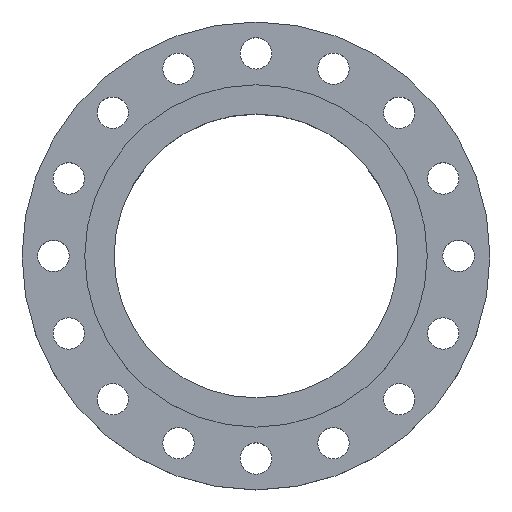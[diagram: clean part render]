
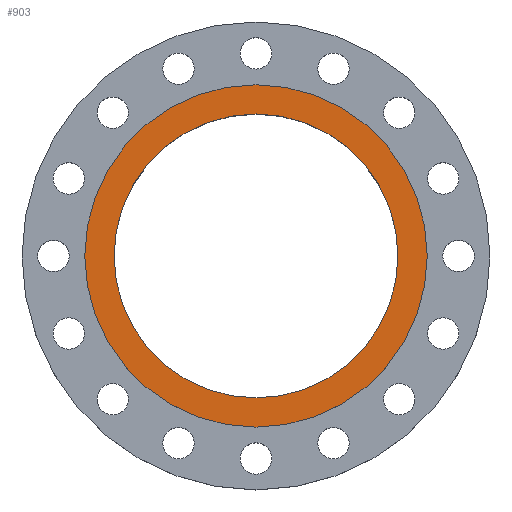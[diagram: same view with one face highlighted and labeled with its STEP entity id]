
A CAD part, top view. The second image highlights one B-rep face of the part: STEP entity #903.
In plain terms, the highlighted planar face has unit normal (0, 0, 1).
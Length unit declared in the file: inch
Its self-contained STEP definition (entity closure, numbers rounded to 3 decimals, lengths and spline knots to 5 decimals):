
#15 = VERTEX_POINT ( 'NONE', #764 ) ;
#107 = DIRECTION ( 'NONE',  ( 1., 0., 0. ) ) ;
#129 = VERTEX_POINT ( 'NONE', #1300 ) ;
#143 = EDGE_CURVE ( 'NONE', #15, #1639, #918, .T. ) ;
#293 = CIRCLE ( 'NONE', #356, 6.219 ) ;
#342 = EDGE_CURVE ( 'NONE', #1639, #15, #1391, .T. ) ;
#356 = AXIS2_PLACEMENT_3D ( 'NONE', #380, #913, #107 ) ;
#380 = CARTESIAN_POINT ( 'NONE',  ( 0., 0., 0. ) ) ;
#387 = DIRECTION ( 'NONE',  ( 0., 0., -1. ) ) ;
#418 = ORIENTED_EDGE ( 'NONE', *, *, #1308, .F. ) ;
#507 = ORIENTED_EDGE ( 'NONE', *, *, #342, .T. ) ;
#518 = CARTESIAN_POINT ( 'NONE',  ( 0., 0., 0. ) ) ;
#522 = CARTESIAN_POINT ( 'NONE',  ( 0., 6.219, 0. ) ) ;
#615 = CARTESIAN_POINT ( 'NONE',  ( -6.219, 0., 0. ) ) ;
#653 = CARTESIAN_POINT ( 'NONE',  ( 0., 0., 0. ) ) ;
#755 = EDGE_LOOP ( 'NONE', ( #507, #969 ) ) ;
#764 = CARTESIAN_POINT ( 'NONE',  ( -7.5, 0., 0. ) ) ;
#780 = DIRECTION ( 'NONE',  ( 1., 0., 0. ) ) ;
#810 = DIRECTION ( 'NONE',  ( -1., 0., 0. ) ) ;
#903 = ADVANCED_FACE ( 'NONE', ( #1186, #1719 ), #1196, .F. ) ;
#913 = DIRECTION ( 'NONE',  ( 0., 0., 1. ) ) ;
#915 = AXIS2_PLACEMENT_3D ( 'NONE', #522, #387, #810 ) ;
#918 = CIRCLE ( 'NONE', #1064, 7.5 ) ;
#958 = CARTESIAN_POINT ( 'NONE',  ( 7.5, 0., 0. ) ) ;
#969 = ORIENTED_EDGE ( 'NONE', *, *, #143, .T. ) ;
#1002 = AXIS2_PLACEMENT_3D ( 'NONE', #653, #1599, #1192 ) ;
#1025 = ORIENTED_EDGE ( 'NONE', *, *, #1299, .F. ) ;
#1064 = AXIS2_PLACEMENT_3D ( 'NONE', #1158, #1692, #780 ) ;
#1068 = DIRECTION ( 'NONE',  ( 0., 0., 1. ) ) ;
#1090 = AXIS2_PLACEMENT_3D ( 'NONE', #518, #1068, #1468 ) ;
#1103 = VERTEX_POINT ( 'NONE', #615 ) ;
#1158 = CARTESIAN_POINT ( 'NONE',  ( 0., 0., 0. ) ) ;
#1186 = FACE_BOUND ( 'NONE', #1385, .T. ) ;
#1192 = DIRECTION ( 'NONE',  ( 1., 0., 0. ) ) ;
#1196 = PLANE ( 'NONE',  #915 ) ;
#1284 = CIRCLE ( 'NONE', #1090, 6.219 ) ;
#1299 = EDGE_CURVE ( 'NONE', #129, #1103, #293, .T. ) ;
#1300 = CARTESIAN_POINT ( 'NONE',  ( 6.219, 0., 0. ) ) ;
#1308 = EDGE_CURVE ( 'NONE', #1103, #129, #1284, .T. ) ;
#1385 = EDGE_LOOP ( 'NONE', ( #1025, #418 ) ) ;
#1391 = CIRCLE ( 'NONE', #1002, 7.5 ) ;
#1468 = DIRECTION ( 'NONE',  ( 1., 0., 0. ) ) ;
#1599 = DIRECTION ( 'NONE',  ( 0., 0., 1. ) ) ;
#1639 = VERTEX_POINT ( 'NONE', #958 ) ;
#1692 = DIRECTION ( 'NONE',  ( 0., 0., 1. ) ) ;
#1719 = FACE_OUTER_BOUND ( 'NONE', #755, .T. ) ;
